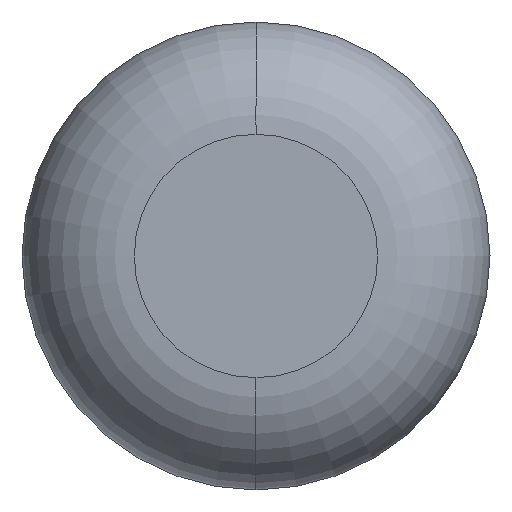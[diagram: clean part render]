
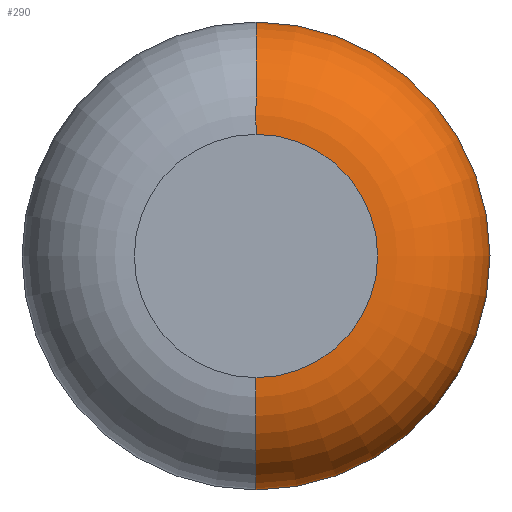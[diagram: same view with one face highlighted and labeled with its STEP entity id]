
A CAD part, front view. The second image highlights one B-rep face of the part: STEP entity #290.
In plain terms, the highlighted toroidal (fillet/blend) face has major radius 0.826 mm and minor radius 0.762 mm.
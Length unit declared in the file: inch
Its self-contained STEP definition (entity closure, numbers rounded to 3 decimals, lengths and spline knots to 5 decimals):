
#13 = CARTESIAN_POINT ( 'NONE',  ( 0., 0.03, 0. ) ) ;
#44 = AXIS2_PLACEMENT_3D ( 'NONE', #13, #377, #312 ) ;
#48 = CARTESIAN_POINT ( 'NONE',  ( 0., 0., -0.0325 ) ) ;
#57 = ORIENTED_EDGE ( 'NONE', *, *, #396, .F. ) ;
#58 = CARTESIAN_POINT ( 'NONE',  ( 0., 0., 0.0325 ) ) ;
#63 = CARTESIAN_POINT ( 'NONE',  ( 0., 0.03, 0.0625 ) ) ;
#66 = AXIS2_PLACEMENT_3D ( 'NONE', #247, #315, #311 ) ;
#73 = TOROIDAL_SURFACE ( 'NONE', #213, 0.0325, 0.03 ) ;
#76 = DIRECTION ( 'NONE',  ( 0., 0., -1. ) ) ;
#96 = CARTESIAN_POINT ( 'NONE',  ( 0., 0.03, -0.0625 ) ) ;
#97 = AXIS2_PLACEMENT_3D ( 'NONE', #203, #368, #397 ) ;
#117 = VERTEX_POINT ( 'NONE', #63 ) ;
#177 = EDGE_LOOP ( 'NONE', ( #260, #238, #57, #294 ) ) ;
#200 = VERTEX_POINT ( 'NONE', #48 ) ;
#203 = CARTESIAN_POINT ( 'NONE',  ( 0., 0.03, 0.0325 ) ) ;
#213 = AXIS2_PLACEMENT_3D ( 'NONE', #358, #224, #76 ) ;
#224 = DIRECTION ( 'NONE',  ( 0., -1., 0. ) ) ;
#229 = CIRCLE ( 'NONE', #66, 0.03 ) ;
#238 = ORIENTED_EDGE ( 'NONE', *, *, #309, .T. ) ;
#242 = FACE_OUTER_BOUND ( 'NONE', #177, .T. ) ;
#247 = CARTESIAN_POINT ( 'NONE',  ( 0., 0.03, -0.0325 ) ) ;
#260 = ORIENTED_EDGE ( 'NONE', *, *, #354, .T. ) ;
#268 = DIRECTION ( 'NONE',  ( 0., -1., 0. ) ) ;
#275 = CIRCLE ( 'NONE', #97, 0.03 ) ;
#290 = ADVANCED_FACE ( 'NONE', ( #242 ), #73, .T. ) ;
#294 = ORIENTED_EDGE ( 'NONE', *, *, #352, .F. ) ;
#295 = CARTESIAN_POINT ( 'NONE',  ( 0., 0., 0. ) ) ;
#309 = EDGE_CURVE ( 'NONE', #117, #394, #275, .T. ) ;
#311 = DIRECTION ( 'NONE',  ( 0., 0., 1. ) ) ;
#312 = DIRECTION ( 'NONE',  ( 0., 0., -1. ) ) ;
#315 = DIRECTION ( 'NONE',  ( -1., 0., 0. ) ) ;
#338 = VERTEX_POINT ( 'NONE', #96 ) ;
#352 = EDGE_CURVE ( 'NONE', #338, #200, #229, .T. ) ;
#354 = EDGE_CURVE ( 'NONE', #338, #117, #386, .T. ) ;
#358 = CARTESIAN_POINT ( 'NONE',  ( 0., 0.03, 0. ) ) ;
#368 = DIRECTION ( 'NONE',  ( 1., 0., 0. ) ) ;
#377 = DIRECTION ( 'NONE',  ( 0., -1., 0. ) ) ;
#385 = DIRECTION ( 'NONE',  ( 0., 0., -1. ) ) ;
#386 = CIRCLE ( 'NONE', #44, 0.0625 ) ;
#387 = CIRCLE ( 'NONE', #389, 0.0325 ) ;
#389 = AXIS2_PLACEMENT_3D ( 'NONE', #295, #268, #385 ) ;
#394 = VERTEX_POINT ( 'NONE', #58 ) ;
#396 = EDGE_CURVE ( 'NONE', #200, #394, #387, .T. ) ;
#397 = DIRECTION ( 'NONE',  ( 0., 0., -1. ) ) ;
